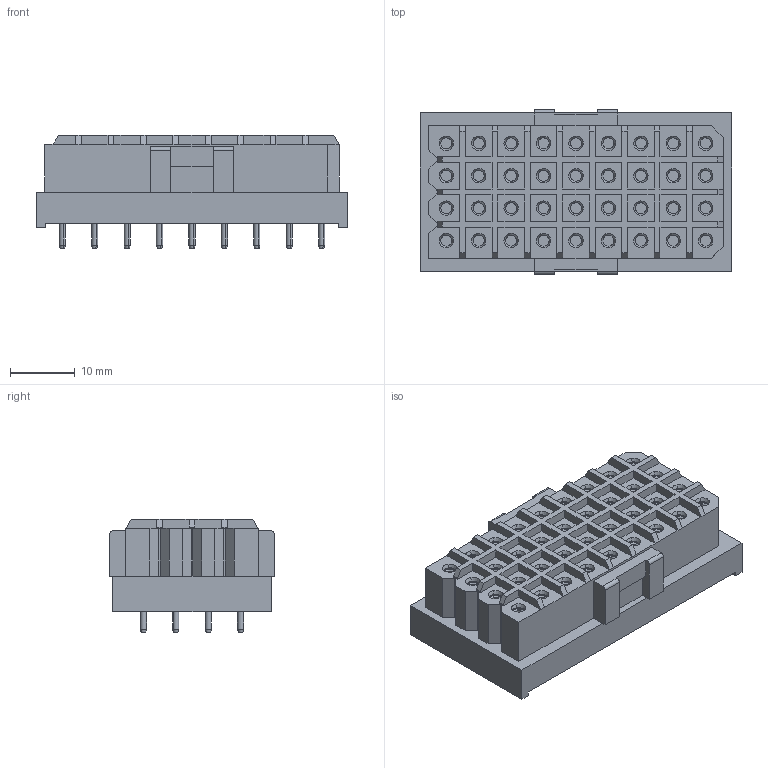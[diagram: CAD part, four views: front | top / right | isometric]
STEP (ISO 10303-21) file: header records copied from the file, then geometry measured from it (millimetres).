
FILE_DESCRIPTION(('CATIA V5 STEP Exchange','CAx-IF Rec.Pracs.--- Model Styling and Organization---1.2---2011-12-15'),'2;1');
FILE_NAME ('D1452070_0_1446300000_1446300000.stp','2018-09-20T17:28:26+00:00',('none'),('Weidmueller'),'CATIA Version 5-6 Release 2014','CATIA V5 STEP AP214','none');
FILE_SCHEMA(('AUTOMOTIVE_DESIGN { 1 0 10303 214 1 1 1 1 }'));
Length unit declared in the file: millimetre
Products named in the file (1): 1446300000
Bounding box: 48 x 25.4 x 17.5 mm (x, y, z)
Volume: 12223 mm3; surface area: 14063.1 mm2
Topology: 37 solids, 37 shells, 1391 faces, 2924 edges, 1765 vertices
Faces by surface type: cylinder 511, plane 448, cone 288, torus 144
Entity records: 31505 total; most frequent: ORIENTED_EDGE 5848, CARTESIAN_POINT 5250, DIRECTION 4008, EDGE_CURVE 2924, AXIS2_PLACEMENT_3D 2070, VERTEX_POINT 1765, EDGE_LOOP 1621, CIRCLE 1525
